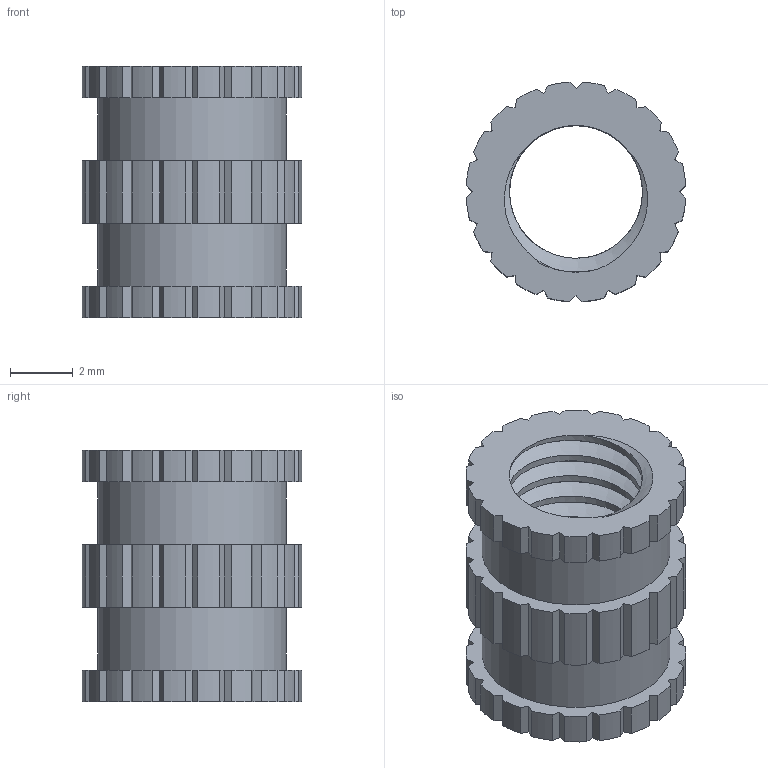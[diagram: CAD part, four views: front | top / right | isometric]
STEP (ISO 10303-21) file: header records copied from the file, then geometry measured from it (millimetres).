
FILE_DESCRIPTION(/* description */ (''),/* implementation_level */ '2;1');
FILE_NAME(/* name */ 'M5x8x7 v2.step',/* time_stamp */ '2022-07-01T15:20:16-07:00',/* author */ (''),/* organization */ (''),/* preprocessor_version */ 'ST-DEVELOPER v19',/* originating_system */ 'Autodesk Translation Framework v11.7.0.108',/* authorisation */ '');
FILE_SCHEMA (('AUTOMOTIVE_DESIGN { 1 0 10303 214 3 1 1 }'));
Length unit declared in the file: millimetre
Products named in the file (1): M5x8x7
Bounding box: 6.99 x 6.99 x 8 mm (x, y, z)
Volume: 130.8 mm3; surface area: 446.8 mm2
Topology: 1 solids, 1 shells, 212 faces, 618 edges, 412 vertices
Faces by surface type: plane 126, cylinder 84, bspline 2
Full cylindrical faces by diameter (mm): 4.234 x5, 5.12 x2, 6 x2
Entity records: 8447 total; most frequent: CARTESIAN_POINT 2758, ORIENTED_EDGE 1236, DIRECTION 1120, EDGE_CURVE 618, LINE 442, VECTOR 442, VERTEX_POINT 412, AXIS2_PLACEMENT_3D 339
